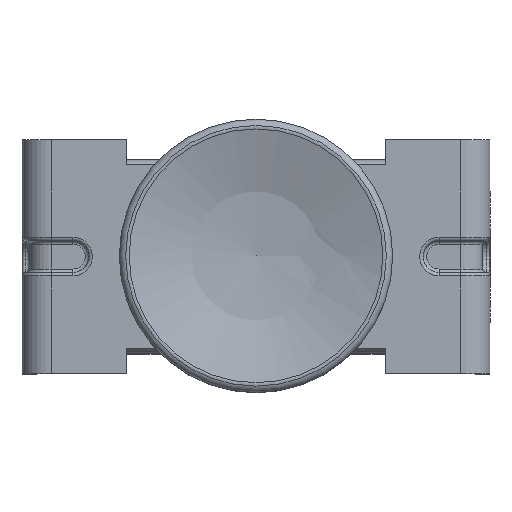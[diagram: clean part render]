
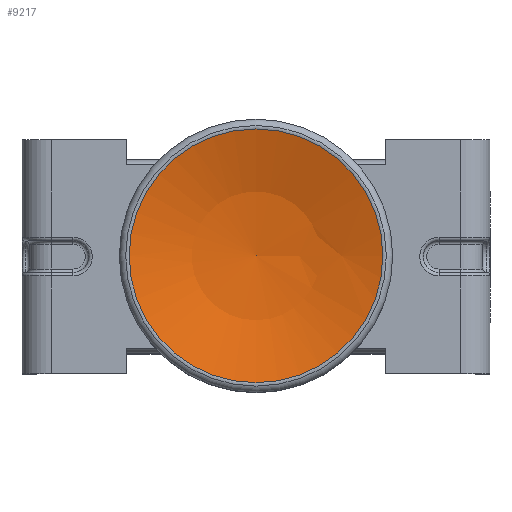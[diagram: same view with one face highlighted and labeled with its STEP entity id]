
A CAD part, top view. The second image highlights one B-rep face of the part: STEP entity #9217.
In plain terms, the highlighted spherical face has radius 12.85 mm.
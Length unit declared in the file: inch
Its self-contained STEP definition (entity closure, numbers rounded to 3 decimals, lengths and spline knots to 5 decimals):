
#39=SPHERICAL_SURFACE('',#9827,0.50591);
#793=FACE_OUTER_BOUND('',#1335,.T.);
#1335=EDGE_LOOP('',(#7133,#7134,#7135));
#3567=CIRCLE('',#9826,0.17352);
#3568=CIRCLE('',#9828,0.50591);
#4230=VERTEX_POINT('',#15197);
#4231=VERTEX_POINT('',#15201);
#5298=EDGE_CURVE('',#4230,#4230,#3567,.T.);
#5299=EDGE_CURVE('',#4230,#4231,#3568,.T.);
#7133=ORIENTED_EDGE('',*,*,#5298,.F.);
#7134=ORIENTED_EDGE('',*,*,#5299,.T.);
#7135=ORIENTED_EDGE('',*,*,#5299,.F.);
#9217=ADVANCED_FACE('',(#793),#39,.F.);
#9826=AXIS2_PLACEMENT_3D('',#15199,#11282,#11283);
#9827=AXIS2_PLACEMENT_3D('',#15200,#11284,#11285);
#9828=AXIS2_PLACEMENT_3D('',#15202,#11286,#11287);
#11282=DIRECTION('center_axis',(0.,0.,-1.));
#11283=DIRECTION('ref_axis',(1.,0.,0.));
#11284=DIRECTION('center_axis',(0.,0.,-1.));
#11285=DIRECTION('ref_axis',(-1.,0.,0.));
#11286=DIRECTION('center_axis',(0.,1.,0.));
#11287=DIRECTION('ref_axis',(1.,0.,0.));
#15197=CARTESIAN_POINT('',(0.17352,0.,1.04781));
#15199=CARTESIAN_POINT('Origin',(0.,0.,1.04781));
#15200=CARTESIAN_POINT('Origin',(0.,0.,1.52303));
#15201=CARTESIAN_POINT('',(0.,0.,1.01712));
#15202=CARTESIAN_POINT('Origin',(0.,0.,1.52303));
